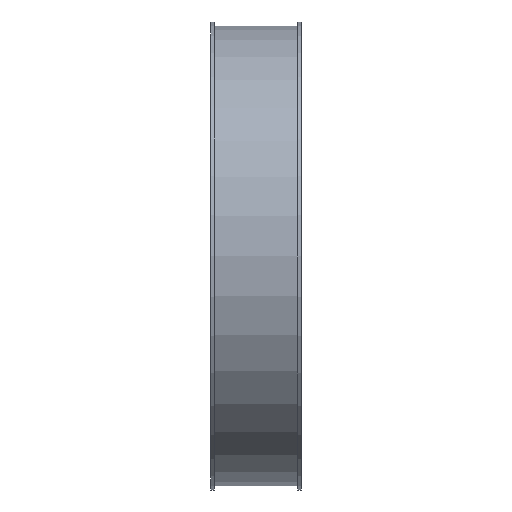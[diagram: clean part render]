
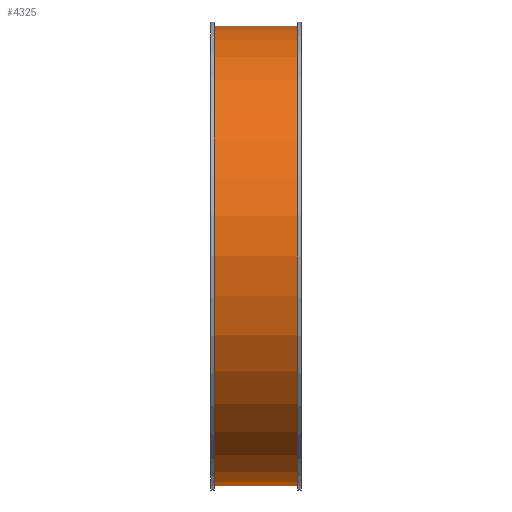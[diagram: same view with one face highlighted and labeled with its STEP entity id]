
A CAD part, left-side view. The second image highlights one B-rep face of the part: STEP entity #4325.
In plain terms, the highlighted cylindrical face has radius 71.12 mm (diameter 142.24 mm), a partial arc.
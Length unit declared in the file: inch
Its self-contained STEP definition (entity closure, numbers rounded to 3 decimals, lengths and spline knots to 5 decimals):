
#40 = CARTESIAN_POINT ( 'NONE',  ( 0., 0., -2.8 ) ) ;
#52 = DIRECTION ( 'NONE',  ( 0., -1., 0. ) ) ;
#806 = CARTESIAN_POINT ( 'NONE',  ( 0., 0., 0. ) ) ;
#807 = DIRECTION ( 'NONE',  ( 0., -1., 0. ) ) ;
#820 = DIRECTION ( 'NONE',  ( 0., 0., -1. ) ) ;
#837 = EDGE_CURVE ( 'NONE', #4020, #4123, #4812, .T. ) ;
#926 = EDGE_CURVE ( 'NONE', #4123, #3762, #5411, .T. ) ;
#1045 = LINE ( 'NONE', #40, #1060 ) ;
#1060 = VECTOR ( 'NONE', #52, 39.37008 ) ;
#1678 = CYLINDRICAL_SURFACE ( 'NONE', #2550, 2.8 ) ;
#1755 = FACE_OUTER_BOUND ( 'NONE', #7041, .T. ) ;
#2009 = EDGE_CURVE ( 'NONE', #4020, #3466, #4974, .T. ) ;
#2163 = AXIS2_PLACEMENT_3D ( 'NONE', #6224, #6217, #6214 ) ;
#2550 = AXIS2_PLACEMENT_3D ( 'NONE', #806, #807, #820 ) ;
#3057 = CARTESIAN_POINT ( 'NONE',  ( 0., 0.04, -2.8 ) ) ;
#3122 = CARTESIAN_POINT ( 'NONE',  ( 0., 1.06, -2.8 ) ) ;
#3466 = VERTEX_POINT ( 'NONE', #3122 ) ;
#3600 = DIRECTION ( 'NONE',  ( 0., -1., 0. ) ) ;
#3762 = VERTEX_POINT ( 'NONE', #3057 ) ;
#3828 = CARTESIAN_POINT ( 'NONE',  ( 0., 0., 2.8 ) ) ;
#4020 = VERTEX_POINT ( 'NONE', #8378 ) ;
#4123 = VERTEX_POINT ( 'NONE', #8319 ) ;
#4325 = ADVANCED_FACE ( 'NONE', ( #1755 ), #1678, .T. ) ;
#4488 = EDGE_CURVE ( 'NONE', #3466, #3762, #1045, .T. ) ;
#4808 = VECTOR ( 'NONE', #3600, 39.37008 ) ;
#4812 = LINE ( 'NONE', #3828, #4808 ) ;
#4974 = CIRCLE ( 'NONE', #2163, 2.8 ) ;
#5411 = CIRCLE ( 'NONE', #7845, 2.8 ) ;
#5580 = ORIENTED_EDGE ( 'NONE', *, *, #4488, .T. ) ;
#5582 = ORIENTED_EDGE ( 'NONE', *, *, #837, .F. ) ;
#5583 = ORIENTED_EDGE ( 'NONE', *, *, #2009, .T. ) ;
#5751 = CARTESIAN_POINT ( 'NONE',  ( 0., 0.04, 0. ) ) ;
#5801 = DIRECTION ( 'NONE',  ( 0., -1., 0. ) ) ;
#5805 = DIRECTION ( 'NONE',  ( 0., 0., -1. ) ) ;
#6214 = DIRECTION ( 'NONE',  ( 0., 0., -1. ) ) ;
#6217 = DIRECTION ( 'NONE',  ( 0., -1., 0. ) ) ;
#6224 = CARTESIAN_POINT ( 'NONE',  ( 0., 1.06, 0. ) ) ;
#7041 = EDGE_LOOP ( 'NONE', ( #5582, #5583, #5580, #7082 ) ) ;
#7082 = ORIENTED_EDGE ( 'NONE', *, *, #926, .F. ) ;
#7845 = AXIS2_PLACEMENT_3D ( 'NONE', #5751, #5801, #5805 ) ;
#8319 = CARTESIAN_POINT ( 'NONE',  ( 0., 0.04, 2.8 ) ) ;
#8378 = CARTESIAN_POINT ( 'NONE',  ( 0., 1.06, 2.8 ) ) ;
